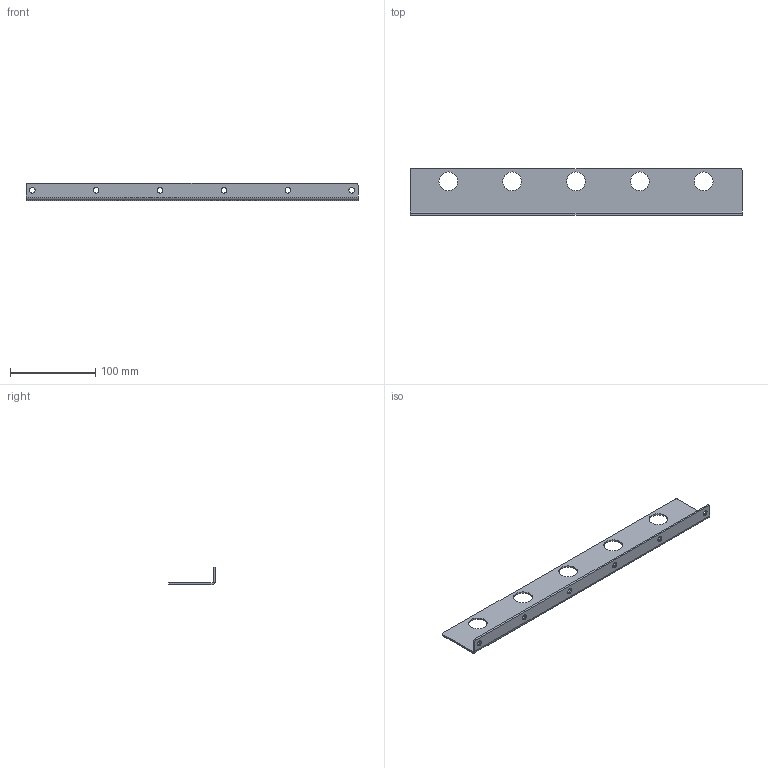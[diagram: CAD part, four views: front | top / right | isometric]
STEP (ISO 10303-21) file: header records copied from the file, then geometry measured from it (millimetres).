
FILE_DESCRIPTION((''),'2;1');
FILE_NAME('2084_Befestigungswinkel_390mm.stp','2011-12-05T10:44:34',('pascalzweiacker'),(''),'Autodesk Inventor 2012','Autodesk Inventor 2012','');
FILE_SCHEMA(('AUTOMOTIVE_DESIGN { 1 0 10303 214 1 1 1 1 }'));
Length unit declared in the file: millimetre
Products named in the file (1): 2084_Befestigungswinkel_390mm
Bounding box: 390 x 55 x 20 mm (x, y, z)
Volume: 51729.3 mm3; surface area: 54505.4 mm2
Topology: 1 solids, 1 shells, 25 faces, 80 edges, 57 vertices
Faces by surface type: cylinder 17, plane 8
Full cylindrical faces by diameter (mm): 6.5 x6, 22 x5
Entity records: 832 total; most frequent: DIRECTION 144, CARTESIAN_POINT 130, ORIENTED_EDGE 116, AXIS2_PLACEMENT_3D 60, EDGE_CURVE 58, EDGE_LOOP 58, VERTEX_POINT 46, CIRCLE 34
